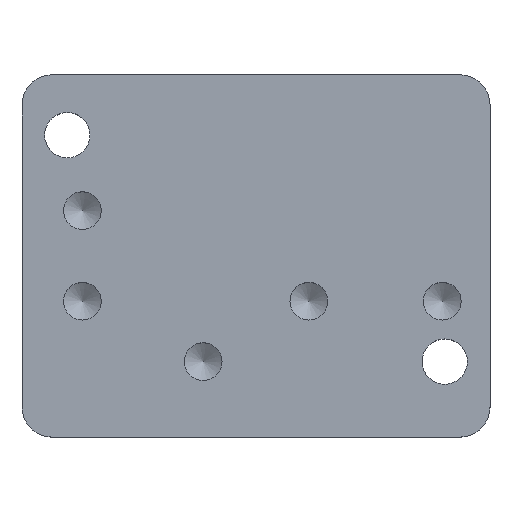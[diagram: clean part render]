
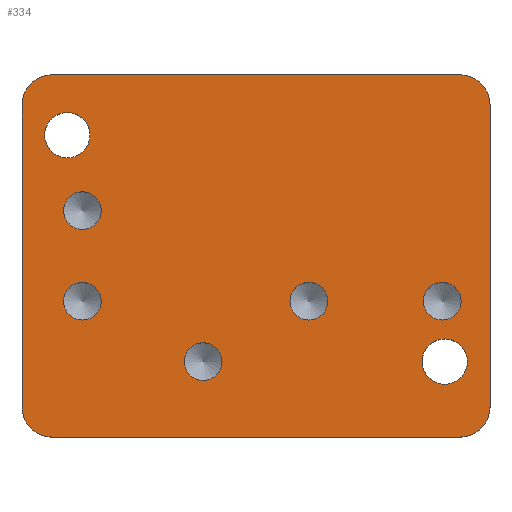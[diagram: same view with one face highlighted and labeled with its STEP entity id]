
A CAD part, top view. The second image highlights one B-rep face of the part: STEP entity #334.
In plain terms, the highlighted planar face has unit normal (0, 0, 1).
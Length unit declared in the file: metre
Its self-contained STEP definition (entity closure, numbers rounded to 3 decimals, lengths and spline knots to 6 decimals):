
#22=CIRCLE('',#360,0.004);
#24=CIRCLE('',#364,0.004);
#26=CIRCLE('',#368,0.004);
#29=CIRCLE('',#373,0.003);
#31=CIRCLE('',#376,0.003);
#32=CIRCLE('',#378,0.004);
#34=CIRCLE('',#382,0.0025);
#35=CIRCLE('',#383,0.0025);
#36=CIRCLE('',#384,0.0025);
#37=CIRCLE('',#385,0.0025);
#38=CIRCLE('',#386,0.0025);
#101=ORIENTED_EDGE('',*,*,#159,.T.);
#102=ORIENTED_EDGE('',*,*,#160,.T.);
#103=ORIENTED_EDGE('',*,*,#161,.T.);
#104=ORIENTED_EDGE('',*,*,#162,.T.);
#105=ORIENTED_EDGE('',*,*,#163,.T.);
#106=ORIENTED_EDGE('',*,*,#156,.F.);
#107=ORIENTED_EDGE('',*,*,#154,.F.);
#108=ORIENTED_EDGE('',*,*,#131,.F.);
#109=ORIENTED_EDGE('',*,*,#135,.T.);
#110=ORIENTED_EDGE('',*,*,#138,.T.);
#111=ORIENTED_EDGE('',*,*,#141,.T.);
#112=ORIENTED_EDGE('',*,*,#144,.T.);
#113=ORIENTED_EDGE('',*,*,#147,.T.);
#114=ORIENTED_EDGE('',*,*,#150,.F.);
#115=ORIENTED_EDGE('',*,*,#157,.T.);
#131=EDGE_CURVE('',#169,#170,#204,.T.);
#135=EDGE_CURVE('',#169,#173,#22,.T.);
#138=EDGE_CURVE('',#173,#175,#209,.T.);
#141=EDGE_CURVE('',#175,#177,#24,.T.);
#144=EDGE_CURVE('',#177,#179,#213,.T.);
#147=EDGE_CURVE('',#179,#181,#26,.T.);
#150=EDGE_CURVE('',#183,#181,#217,.T.);
#154=EDGE_CURVE('',#186,#186,#29,.T.);
#156=EDGE_CURVE('',#188,#188,#31,.T.);
#157=EDGE_CURVE('',#183,#170,#32,.T.);
#159=EDGE_CURVE('',#189,#189,#34,.T.);
#160=EDGE_CURVE('',#190,#190,#35,.T.);
#161=EDGE_CURVE('',#191,#191,#36,.T.);
#162=EDGE_CURVE('',#192,#192,#37,.T.);
#163=EDGE_CURVE('',#193,#193,#38,.T.);
#169=VERTEX_POINT('',#511);
#170=VERTEX_POINT('',#512);
#173=VERTEX_POINT('',#520);
#175=VERTEX_POINT('',#526);
#177=VERTEX_POINT('',#532);
#179=VERTEX_POINT('',#538);
#181=VERTEX_POINT('',#544);
#183=VERTEX_POINT('',#550);
#186=VERTEX_POINT('',#558);
#188=VERTEX_POINT('',#563);
#189=VERTEX_POINT('',#570);
#190=VERTEX_POINT('',#572);
#191=VERTEX_POINT('',#574);
#192=VERTEX_POINT('',#576);
#193=VERTEX_POINT('',#578);
#204=LINE('',#510,#220);
#209=LINE('',#525,#225);
#213=LINE('',#537,#229);
#217=LINE('',#549,#233);
#220=VECTOR('',#406,1.);
#225=VECTOR('',#419,1.);
#229=VECTOR('',#431,1.);
#233=VECTOR('',#443,1.);
#251=EDGE_LOOP('',(#101));
#252=EDGE_LOOP('',(#102));
#253=EDGE_LOOP('',(#103));
#254=EDGE_LOOP('',(#104));
#255=EDGE_LOOP('',(#105));
#256=EDGE_LOOP('',(#106));
#257=EDGE_LOOP('',(#107));
#258=EDGE_LOOP('',(#108,#109,#110,#111,#112,#113,#114,#115));
#289=FACE_BOUND('',#251,.T.);
#290=FACE_BOUND('',#252,.T.);
#291=FACE_BOUND('',#253,.T.);
#292=FACE_BOUND('',#254,.T.);
#293=FACE_BOUND('',#255,.T.);
#294=FACE_BOUND('',#256,.T.);
#295=FACE_BOUND('',#257,.T.);
#296=FACE_BOUND('',#258,.T.);
#322=PLANE('',#381);
#334=ADVANCED_FACE('',(#289,#290,#291,#292,#293,#294,#295,#296),#322,.T.);
#360=AXIS2_PLACEMENT_3D('',#519,#412,#413);
#364=AXIS2_PLACEMENT_3D('',#531,#424,#425);
#368=AXIS2_PLACEMENT_3D('',#543,#436,#437);
#373=AXIS2_PLACEMENT_3D('',#557,#450,#451);
#376=AXIS2_PLACEMENT_3D('',#562,#456,#457);
#378=AXIS2_PLACEMENT_3D('',#565,#460,#461);
#381=AXIS2_PLACEMENT_3D('',#568,#466,#467);
#382=AXIS2_PLACEMENT_3D('',#569,#468,#469);
#383=AXIS2_PLACEMENT_3D('',#571,#470,#471);
#384=AXIS2_PLACEMENT_3D('',#573,#472,#473);
#385=AXIS2_PLACEMENT_3D('',#575,#474,#475);
#386=AXIS2_PLACEMENT_3D('',#577,#476,#477);
#406=DIRECTION('',(0.,-1.,0.));
#412=DIRECTION('',(0.,0.,1.));
#413=DIRECTION('',(1.,0.,0.));
#419=DIRECTION('',(-1.,0.,0.));
#424=DIRECTION('',(0.,0.,1.));
#425=DIRECTION('',(1.,0.,0.));
#431=DIRECTION('',(0.,-1.,0.));
#436=DIRECTION('',(0.,0.,1.));
#437=DIRECTION('',(1.,0.,0.));
#443=DIRECTION('',(-1.,0.,0.));
#450=DIRECTION('',(0.,0.,1.));
#451=DIRECTION('',(1.,0.,0.));
#456=DIRECTION('',(0.,0.,1.));
#457=DIRECTION('',(1.,0.,0.));
#460=DIRECTION('',(0.,0.,1.));
#461=DIRECTION('',(1.,0.,0.));
#466=DIRECTION('',(0.,0.,1.));
#467=DIRECTION('',(1.,0.,0.));
#468=DIRECTION('',(0.,0.,-1.));
#469=DIRECTION('',(-1.,0.,0.));
#470=DIRECTION('',(0.,0.,-1.));
#471=DIRECTION('',(-1.,0.,0.));
#472=DIRECTION('',(0.,0.,-1.));
#473=DIRECTION('',(-1.,0.,0.));
#474=DIRECTION('',(0.,0.,-1.));
#475=DIRECTION('',(-1.,0.,0.));
#476=DIRECTION('',(0.,0.,-1.));
#477=DIRECTION('',(-1.,0.,0.));
#510=CARTESIAN_POINT('',(0.031,0.,0.));
#511=CARTESIAN_POINT('',(0.031,0.02,0.));
#512=CARTESIAN_POINT('',(0.031,-0.02,0.));
#519=CARTESIAN_POINT('',(0.027,0.02,0.));
#520=CARTESIAN_POINT('',(0.027,0.024,0.));
#525=CARTESIAN_POINT('',(0.,0.024,0.));
#526=CARTESIAN_POINT('',(-0.027,0.024,0.));
#531=CARTESIAN_POINT('',(-0.027,0.02,0.));
#532=CARTESIAN_POINT('',(-0.031,0.02,0.));
#537=CARTESIAN_POINT('',(-0.031,0.,0.));
#538=CARTESIAN_POINT('',(-0.031,-0.02,0.));
#543=CARTESIAN_POINT('',(-0.027,-0.02,0.));
#544=CARTESIAN_POINT('',(-0.027,-0.024,0.));
#549=CARTESIAN_POINT('',(0.,-0.024,0.));
#550=CARTESIAN_POINT('',(0.027,-0.024,0.));
#557=CARTESIAN_POINT('',(-0.025,0.016,0.));
#558=CARTESIAN_POINT('',(-0.022,0.016,0.));
#562=CARTESIAN_POINT('',(0.025,-0.014,0.));
#563=CARTESIAN_POINT('',(0.028,-0.014,0.));
#565=CARTESIAN_POINT('',(0.027,-0.02,0.));
#568=CARTESIAN_POINT('',(0.,0.,0.));
#569=CARTESIAN_POINT('',(-0.023,0.006,0.));
#570=CARTESIAN_POINT('',(-0.0255,0.006,0.));
#571=CARTESIAN_POINT('',(-0.023,-0.006,0.));
#572=CARTESIAN_POINT('',(-0.0255,-0.006,0.));
#573=CARTESIAN_POINT('',(-0.007,-0.014,0.));
#574=CARTESIAN_POINT('',(-0.0095,-0.014,0.));
#575=CARTESIAN_POINT('',(0.007,-0.006,0.));
#576=CARTESIAN_POINT('',(0.0045,-0.006,0.));
#577=CARTESIAN_POINT('',(0.02468,-0.006,0.));
#578=CARTESIAN_POINT('',(0.02218,-0.006,0.));
